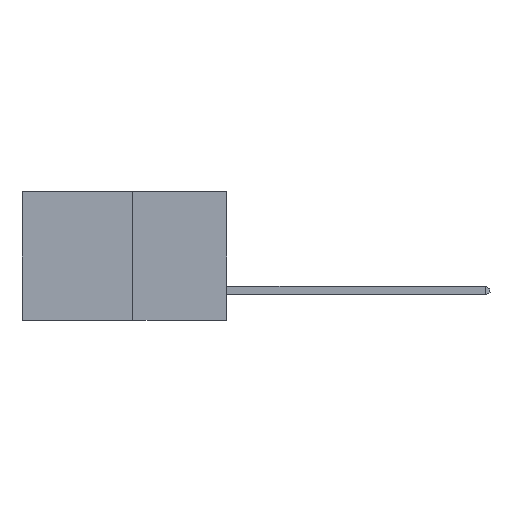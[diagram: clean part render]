
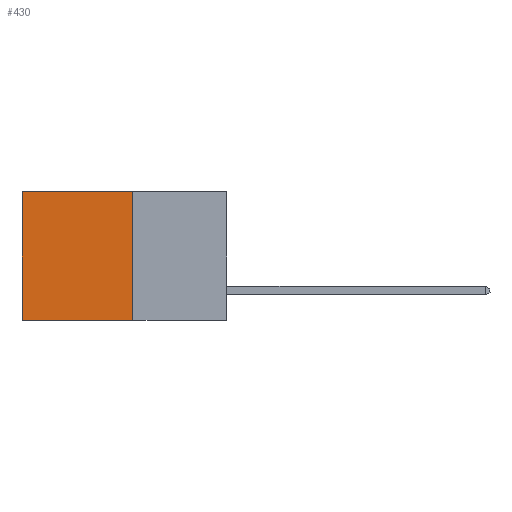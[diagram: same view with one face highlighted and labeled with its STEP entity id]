
A CAD part, left-side view. The second image highlights one B-rep face of the part: STEP entity #430.
In plain terms, the highlighted planar face has unit normal (-1, 0, 0).
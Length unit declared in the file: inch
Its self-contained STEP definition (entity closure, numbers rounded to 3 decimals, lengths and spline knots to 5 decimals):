
#123 = VERTEX_POINT ( 'NONE', #8095 ) ;
#430 = ADVANCED_FACE ( 'NONE', ( #9207 ), #10666, .F. ) ;
#500 = CARTESIAN_POINT ( 'NONE',  ( 0.277, 0.27, -0.37 ) ) ;
#1128 = ORIENTED_EDGE ( 'NONE', *, *, #2941, .F. ) ;
#1196 = VECTOR ( 'NONE', #8343, 39.37008 ) ;
#1227 = LINE ( 'NONE', #3460, #6152 ) ;
#1437 = CARTESIAN_POINT ( 'NONE',  ( 0.277, 0.27, -0.37 ) ) ;
#1597 = CARTESIAN_POINT ( 'NONE',  ( 0.277, 0.27, 0. ) ) ;
#1747 = DIRECTION ( 'NONE',  ( 0., 1., 0. ) ) ;
#2477 = DIRECTION ( 'NONE',  ( 0., 0., -1. ) ) ;
#2941 = EDGE_CURVE ( 'NONE', #3429, #6702, #10935, .T. ) ;
#3416 = EDGE_CURVE ( 'NONE', #4674, #123, #10924, .T. ) ;
#3429 = VERTEX_POINT ( 'NONE', #1437 ) ;
#3460 = CARTESIAN_POINT ( 'NONE',  ( 0.277, 0.59, -0.37 ) ) ;
#4007 = CARTESIAN_POINT ( 'NONE',  ( 0.277, 0.27, 0. ) ) ;
#4674 = VERTEX_POINT ( 'NONE', #4007 ) ;
#5072 = CARTESIAN_POINT ( 'NONE',  ( 0.277, 0.27, -0.37 ) ) ;
#6116 = VECTOR ( 'NONE', #1747, 39.37008 ) ;
#6152 = VECTOR ( 'NONE', #2477, 39.37008 ) ;
#6354 = EDGE_LOOP ( 'NONE', ( #8562, #1128, #6367, #8859 ) ) ;
#6367 = ORIENTED_EDGE ( 'NONE', *, *, #11024, .F. ) ;
#6702 = VERTEX_POINT ( 'NONE', #11699 ) ;
#7107 = DIRECTION ( 'NONE',  ( 0., 0., -1. ) ) ;
#7120 = DIRECTION ( 'NONE',  ( 1., 0., 0. ) ) ;
#7675 = CARTESIAN_POINT ( 'NONE',  ( 0.277, 0.27, -0.37 ) ) ;
#8032 = LINE ( 'NONE', #5072, #10119 ) ;
#8095 = CARTESIAN_POINT ( 'NONE',  ( 0.277, 0.59, 0. ) ) ;
#8343 = DIRECTION ( 'NONE',  ( 0., 1., 0. ) ) ;
#8562 = ORIENTED_EDGE ( 'NONE', *, *, #8722, .T. ) ;
#8722 = EDGE_CURVE ( 'NONE', #123, #6702, #1227, .T. ) ;
#8859 = ORIENTED_EDGE ( 'NONE', *, *, #3416, .T. ) ;
#8867 = DIRECTION ( 'NONE',  ( 0., 0., -1. ) ) ;
#9207 = FACE_OUTER_BOUND ( 'NONE', #6354, .T. ) ;
#10119 = VECTOR ( 'NONE', #8867, 39.37008 ) ;
#10596 = AXIS2_PLACEMENT_3D ( 'NONE', #500, #7120, #7107 ) ;
#10666 = PLANE ( 'NONE',  #10596 ) ;
#10924 = LINE ( 'NONE', #1597, #6116 ) ;
#10935 = LINE ( 'NONE', #7675, #1196 ) ;
#11024 = EDGE_CURVE ( 'NONE', #4674, #3429, #8032, .T. ) ;
#11699 = CARTESIAN_POINT ( 'NONE',  ( 0.277, 0.59, -0.37 ) ) ;
